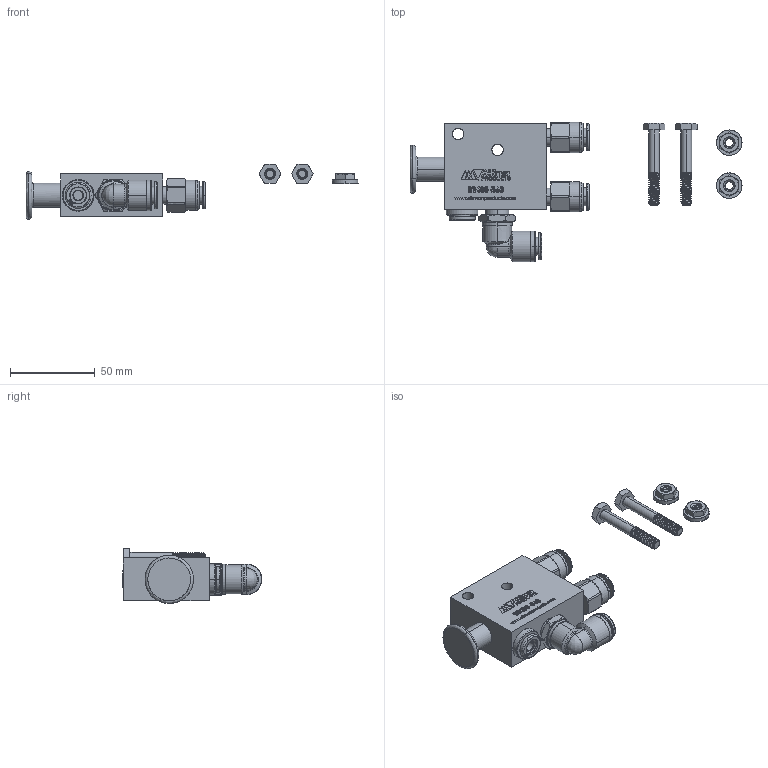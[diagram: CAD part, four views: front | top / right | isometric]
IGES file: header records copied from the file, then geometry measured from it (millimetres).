
Start section: SolidWorks IGES file using analytic representation for surfaces
Global section: file name: B2400-B63-VALVE-ASSY-CARTRIDGE-SLIDE-PIN.IGS; native system: SolidWorks 2018; preprocessor: SolidWorks 2018; author: OMEGA801; date: 220524.180737; units: inch
Bounding box: 196.24 x 82.4 x 32.54 mm (x, y, z)
Surface area: 31497.6 mm2 (no closed solid volume)
Topology: 0 solids, 0 shells, 1917 faces, 23179 edges, 23169 vertices
Faces by surface type: bspline 1594, revolution 323
